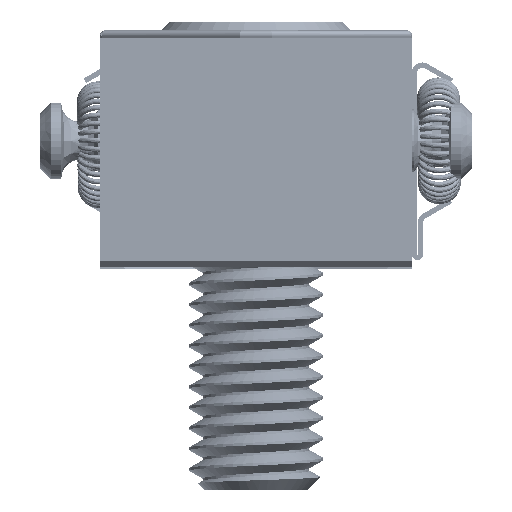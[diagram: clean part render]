
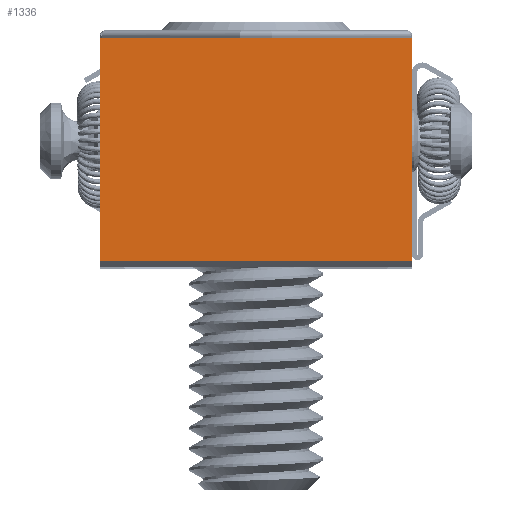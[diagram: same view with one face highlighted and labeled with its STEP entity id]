
A CAD part, left-side view. The second image highlights one B-rep face of the part: STEP entity #1336.
In plain terms, the highlighted face is planar.
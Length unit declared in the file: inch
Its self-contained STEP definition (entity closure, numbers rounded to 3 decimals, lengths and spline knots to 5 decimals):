
#1336 = ADVANCED_FACE ( 'NONE', ( #35723 ), #28167, .F. ) ;
#3718 = DIRECTION ( 'NONE',  ( 1., 0., 0. ) ) ;
#5225 = VERTEX_POINT ( 'NONE', #49527 ) ;
#5371 = ORIENTED_EDGE ( 'NONE', *, *, #36009, .F. ) ;
#8825 = LINE ( 'NONE', #93171, #33327 ) ;
#12848 = ORIENTED_EDGE ( 'NONE', *, *, #28115, .F. ) ;
#20311 = LINE ( 'NONE', #102092, #61429 ) ;
#24548 = EDGE_CURVE ( 'NONE', #50582, #102252, #73090, .T. ) ;
#24808 = EDGE_CURVE ( 'NONE', #45433, #50582, #8825, .T. ) ;
#28115 = EDGE_CURVE ( 'NONE', #5225, #45433, #53362, .T. ) ;
#28167 = PLANE ( 'NONE',  #90553 ) ;
#31347 = CARTESIAN_POINT ( 'NONE',  ( 1.16535, 0., 0. ) ) ;
#33327 = VECTOR ( 'NONE', #44089, 39.37008 ) ;
#35723 = FACE_OUTER_BOUND ( 'NONE', #91053, .T. ) ;
#36009 = EDGE_CURVE ( 'NONE', #102252, #5225, #20311, .T. ) ;
#44089 = DIRECTION ( 'NONE',  ( 0., 1., 0. ) ) ;
#45277 = CARTESIAN_POINT ( 'NONE',  ( 0., 0.83465, 0. ) ) ;
#45433 = VERTEX_POINT ( 'NONE', #31347 ) ;
#47349 = CARTESIAN_POINT ( 'NONE',  ( 0.58268, 0., 0. ) ) ;
#48470 = CARTESIAN_POINT ( 'NONE',  ( 0.58268, 0.83465, 0. ) ) ;
#49527 = CARTESIAN_POINT ( 'NONE',  ( 0., 0., 0. ) ) ;
#50582 = VERTEX_POINT ( 'NONE', #66375 ) ;
#52896 = DIRECTION ( 'NONE',  ( 0., 0., 1. ) ) ;
#52954 = DIRECTION ( 'NONE',  ( 0., -1., 0. ) ) ;
#53362 = LINE ( 'NONE', #47349, #94386 ) ;
#56859 = ORIENTED_EDGE ( 'NONE', *, *, #24808, .F. ) ;
#61429 = VECTOR ( 'NONE', #52954, 39.37008 ) ;
#66375 = CARTESIAN_POINT ( 'NONE',  ( 1.16535, 0.83465, 0. ) ) ;
#73090 = LINE ( 'NONE', #48470, #92342 ) ;
#85502 = CARTESIAN_POINT ( 'NONE',  ( 0.58268, 0.43701, 0. ) ) ;
#89312 = DIRECTION ( 'NONE',  ( -1., 0., 0. ) ) ;
#90553 = AXIS2_PLACEMENT_3D ( 'NONE', #85502, #52896, #3718 ) ;
#90694 = ORIENTED_EDGE ( 'NONE', *, *, #24548, .F. ) ;
#91053 = EDGE_LOOP ( 'NONE', ( #56859, #12848, #5371, #90694 ) ) ;
#92342 = VECTOR ( 'NONE', #89312, 39.37008 ) ;
#93171 = CARTESIAN_POINT ( 'NONE',  ( 1.16535, 0.43701, 0. ) ) ;
#94386 = VECTOR ( 'NONE', #104708, 39.37008 ) ;
#102092 = CARTESIAN_POINT ( 'NONE',  ( 0., 0.43701, 0. ) ) ;
#102252 = VERTEX_POINT ( 'NONE', #45277 ) ;
#104708 = DIRECTION ( 'NONE',  ( 1., 0., 0. ) ) ;
